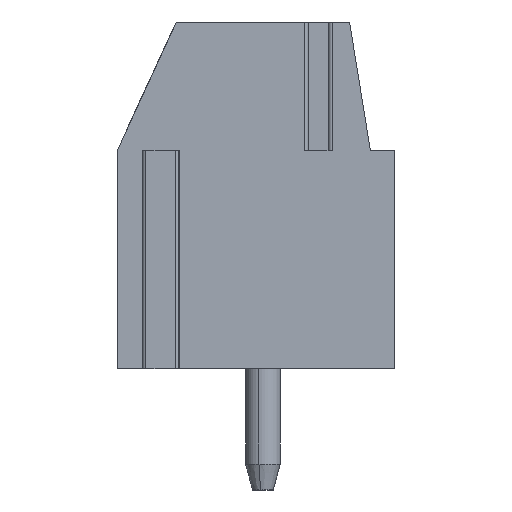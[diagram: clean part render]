
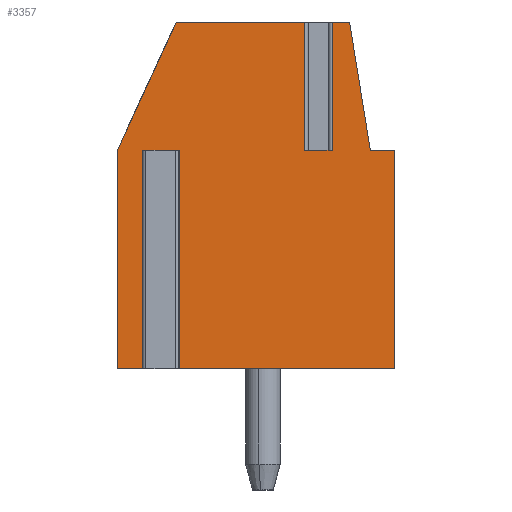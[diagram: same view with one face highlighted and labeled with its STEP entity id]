
A CAD part, left-side view. The second image highlights one B-rep face of the part: STEP entity #3357.
In plain terms, the highlighted planar face has unit normal (-1, 0, 0).
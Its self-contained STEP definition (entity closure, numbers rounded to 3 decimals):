
#3319=AXIS2_PLACEMENT_3D('Plane Axis2P3D',#3316,#3317,#3318) ;
#226=CARTESIAN_POINT('Line Origine',(0.5,1.,11.65)) ;
#230=CARTESIAN_POINT('Vertex',(0.5,1.3,13.5)) ;
#232=CARTESIAN_POINT('Vertex',(0.5,0.7,9.8)) ;
#266=CARTESIAN_POINT('Line Origine',(0.5,0.35,9.8)) ;
#270=CARTESIAN_POINT('Vertex',(0.5,0.,9.8)) ;
#297=CARTESIAN_POINT('Line Origine',(0.5,7.15,11.65)) ;
#301=CARTESIAN_POINT('Vertex',(0.5,6.3,13.5)) ;
#303=CARTESIAN_POINT('Vertex',(0.5,8.,9.8)) ;
#847=CARTESIAN_POINT('Line Origine',(0.5,0.,6.65)) ;
#851=CARTESIAN_POINT('Vertex',(0.5,0.,3.5)) ;
#1135=CARTESIAN_POINT('Line Origine',(0.5,8.,6.65)) ;
#1139=CARTESIAN_POINT('Vertex',(0.5,8.,3.5)) ;
#1446=CARTESIAN_POINT('Line Origine',(0.5,4.447,13.5)) ;
#1450=CARTESIAN_POINT('Vertex',(0.5,2.594,13.5)) ;
#1499=CARTESIAN_POINT('Vertex',(0.5,1.806,13.5)) ;
#1502=CARTESIAN_POINT('Line Origine',(0.5,1.553,13.5)) ;
#1778=CARTESIAN_POINT('Line Origine',(0.5,3.218,3.5)) ;
#1782=CARTESIAN_POINT('Vertex',(0.5,6.435,3.5)) ;
#1817=CARTESIAN_POINT('Vertex',(0.5,7.065,3.5)) ;
#1820=CARTESIAN_POINT('Line Origine',(0.5,7.533,3.5)) ;
#2954=CARTESIAN_POINT('Vertex',(0.5,6.435,9.8)) ;
#2964=CARTESIAN_POINT('Line Origine',(0.5,6.435,6.65)) ;
#2976=CARTESIAN_POINT('Line Origine',(0.5,6.75,9.8)) ;
#2980=CARTESIAN_POINT('Vertex',(0.5,7.065,9.8)) ;
#3074=CARTESIAN_POINT('Line Origine',(0.5,7.065,6.65)) ;
#3316=CARTESIAN_POINT('Axis2P3D Location',(0.5,6.241,14.3)) ;
#3321=CARTESIAN_POINT('Line Origine',(0.5,1.806,11.65)) ;
#3325=CARTESIAN_POINT('Vertex',(0.5,1.806,9.8)) ;
#3328=CARTESIAN_POINT('Line Origine',(0.5,2.2,9.8)) ;
#3332=CARTESIAN_POINT('Vertex',(0.5,2.594,9.8)) ;
#3335=CARTESIAN_POINT('Line Origine',(0.5,2.594,11.65)) ;
#227=DIRECTION('Vector Direction',(0.,-0.16,-0.987)) ;
#267=DIRECTION('Vector Direction',(0.,-1.,0.)) ;
#298=DIRECTION('Vector Direction',(0.,0.418,-0.909)) ;
#848=DIRECTION('Vector Direction',(0.,0.,-1.)) ;
#1136=DIRECTION('Vector Direction',(0.,0.,1.)) ;
#1447=DIRECTION('Vector Direction',(0.,-1.,0.)) ;
#1503=DIRECTION('Vector Direction',(0.,-1.,0.)) ;
#1779=DIRECTION('Vector Direction',(0.,1.,0.)) ;
#1821=DIRECTION('Vector Direction',(0.,1.,0.)) ;
#2965=DIRECTION('Vector Direction',(0.,0.,1.)) ;
#2977=DIRECTION('Vector Direction',(0.,1.,0.)) ;
#3075=DIRECTION('Vector Direction',(0.,0.,1.)) ;
#3317=DIRECTION('Axis2P3D Direction',(1.,0.,0.)) ;
#3318=DIRECTION('Axis2P3D XDirection',(0.,0.,1.)) ;
#3322=DIRECTION('Vector Direction',(0.,0.,1.)) ;
#3329=DIRECTION('Vector Direction',(0.,1.,0.)) ;
#3336=DIRECTION('Vector Direction',(0.,0.,1.)) ;
#228=VECTOR('Line Direction',#227,1.) ;
#268=VECTOR('Line Direction',#267,1.) ;
#299=VECTOR('Line Direction',#298,1.) ;
#849=VECTOR('Line Direction',#848,1.) ;
#1137=VECTOR('Line Direction',#1136,1.) ;
#1448=VECTOR('Line Direction',#1447,1.) ;
#1504=VECTOR('Line Direction',#1503,1.) ;
#1780=VECTOR('Line Direction',#1779,1.) ;
#1822=VECTOR('Line Direction',#1821,1.) ;
#2966=VECTOR('Line Direction',#2965,1.) ;
#2978=VECTOR('Line Direction',#2977,1.) ;
#3076=VECTOR('Line Direction',#3075,1.) ;
#3323=VECTOR('Line Direction',#3322,1.) ;
#3330=VECTOR('Line Direction',#3329,1.) ;
#3337=VECTOR('Line Direction',#3336,1.) ;
#3341=ORIENTED_EDGE('',*,*,#3327,.F.) ;
#3342=ORIENTED_EDGE('',*,*,#3334,.T.) ;
#3343=ORIENTED_EDGE('',*,*,#3339,.T.) ;
#3344=ORIENTED_EDGE('',*,*,#1452,.F.) ;
#3345=ORIENTED_EDGE('',*,*,#305,.T.) ;
#3346=ORIENTED_EDGE('',*,*,#1141,.F.) ;
#3347=ORIENTED_EDGE('',*,*,#1824,.F.) ;
#3348=ORIENTED_EDGE('',*,*,#3078,.T.) ;
#3349=ORIENTED_EDGE('',*,*,#2982,.T.) ;
#3350=ORIENTED_EDGE('',*,*,#2968,.F.) ;
#3351=ORIENTED_EDGE('',*,*,#1784,.F.) ;
#3352=ORIENTED_EDGE('',*,*,#853,.F.) ;
#3353=ORIENTED_EDGE('',*,*,#272,.F.) ;
#3354=ORIENTED_EDGE('',*,*,#234,.F.) ;
#3355=ORIENTED_EDGE('',*,*,#1506,.F.) ;
#3357=ADVANCED_FACE('PartBody',(#3356),#3320,.F.) ;
#234=EDGE_CURVE('',#231,#233,#229,.T.) ;
#272=EDGE_CURVE('',#233,#271,#269,.T.) ;
#305=EDGE_CURVE('',#302,#304,#300,.T.) ;
#853=EDGE_CURVE('',#271,#852,#850,.T.) ;
#1141=EDGE_CURVE('',#1140,#304,#1138,.T.) ;
#1452=EDGE_CURVE('',#302,#1451,#1449,.T.) ;
#1506=EDGE_CURVE('',#1500,#231,#1505,.T.) ;
#1784=EDGE_CURVE('',#852,#1783,#1781,.T.) ;
#1824=EDGE_CURVE('',#1818,#1140,#1823,.T.) ;
#2968=EDGE_CURVE('',#1783,#2955,#2967,.T.) ;
#2982=EDGE_CURVE('',#2981,#2955,#2979,.F.) ;
#3078=EDGE_CURVE('',#1818,#2981,#3077,.T.) ;
#3327=EDGE_CURVE('',#3326,#1500,#3324,.T.) ;
#3334=EDGE_CURVE('',#3326,#3333,#3331,.T.) ;
#3339=EDGE_CURVE('',#3333,#1451,#3338,.T.) ;
#3340=EDGE_LOOP('',(#3341,#3342,#3343,#3344,#3345,#3346,#3347,#3348,#3349,#3350,#3351,#3352,#3353,#3354,#3355)) ;
#3356=FACE_OUTER_BOUND('',#3340,.T.) ;
#229=LINE('Line',#226,#228) ;
#269=LINE('Line',#266,#268) ;
#300=LINE('Line',#297,#299) ;
#850=LINE('Line',#847,#849) ;
#1138=LINE('Line',#1135,#1137) ;
#1449=LINE('Line',#1446,#1448) ;
#1505=LINE('Line',#1502,#1504) ;
#1781=LINE('Line',#1778,#1780) ;
#1823=LINE('Line',#1820,#1822) ;
#2967=LINE('Line',#2964,#2966) ;
#2979=LINE('Line',#2976,#2978) ;
#3077=LINE('Line',#3074,#3076) ;
#3324=LINE('Line',#3321,#3323) ;
#3331=LINE('Line',#3328,#3330) ;
#3338=LINE('Line',#3335,#3337) ;
#3320=PLANE('',#3319) ;
#231=VERTEX_POINT('',#230) ;
#233=VERTEX_POINT('',#232) ;
#271=VERTEX_POINT('',#270) ;
#302=VERTEX_POINT('',#301) ;
#304=VERTEX_POINT('',#303) ;
#852=VERTEX_POINT('',#851) ;
#1140=VERTEX_POINT('',#1139) ;
#1451=VERTEX_POINT('',#1450) ;
#1500=VERTEX_POINT('',#1499) ;
#1783=VERTEX_POINT('',#1782) ;
#1818=VERTEX_POINT('',#1817) ;
#2955=VERTEX_POINT('',#2954) ;
#2981=VERTEX_POINT('',#2980) ;
#3326=VERTEX_POINT('',#3325) ;
#3333=VERTEX_POINT('',#3332) ;
